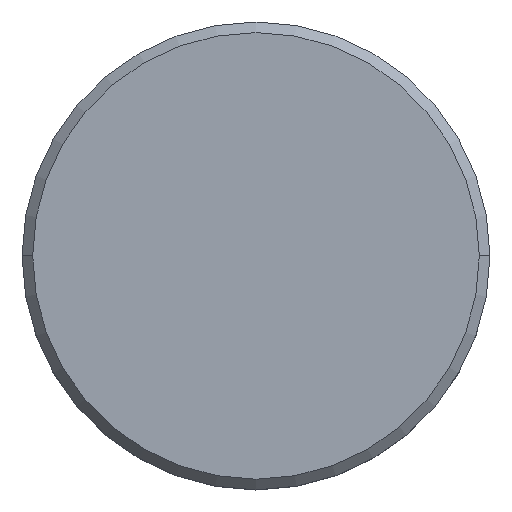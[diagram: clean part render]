
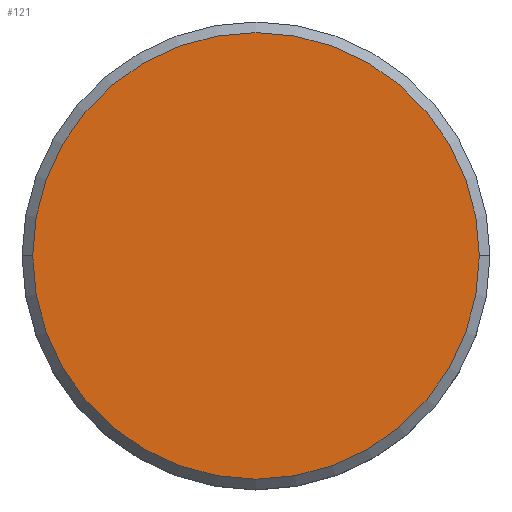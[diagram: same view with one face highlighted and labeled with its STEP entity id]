
A CAD part, top view. The second image highlights one B-rep face of the part: STEP entity #121.
In plain terms, the highlighted planar face has unit normal (0, 0, 1).
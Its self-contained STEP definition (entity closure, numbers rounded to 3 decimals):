
#7 = CIRCLE ( 'NONE', #262, 10.5 ) ;
#26 = VERTEX_POINT ( 'NONE', #60 ) ;
#60 = CARTESIAN_POINT ( 'NONE',  ( -10.5, 0., 0. ) ) ;
#65 = DIRECTION ( 'NONE',  ( 0., 0., 1. ) ) ;
#116 = AXIS2_PLACEMENT_3D ( 'NONE', #355, #156, #295 ) ;
#117 = DIRECTION ( 'NONE',  ( 0., 0., 1. ) ) ;
#121 = ADVANCED_FACE ( 'NONE', ( #282 ), #274, .T. ) ;
#156 = DIRECTION ( 'NONE',  ( 0., 0., 1. ) ) ;
#177 = ORIENTED_EDGE ( 'NONE', *, *, #265, .T. ) ;
#196 = AXIS2_PLACEMENT_3D ( 'NONE', #398, #117, #393 ) ;
#207 = CIRCLE ( 'NONE', #116, 10.5 ) ;
#228 = EDGE_CURVE ( 'NONE', #26, #397, #207, .T. ) ;
#232 = DIRECTION ( 'NONE',  ( 1., 0., 0. ) ) ;
#236 = ORIENTED_EDGE ( 'NONE', *, *, #228, .T. ) ;
#246 = EDGE_LOOP ( 'NONE', ( #236, #177 ) ) ;
#262 = AXIS2_PLACEMENT_3D ( 'NONE', #389, #65, #232 ) ;
#265 = EDGE_CURVE ( 'NONE', #397, #26, #7, .T. ) ;
#274 = PLANE ( 'NONE',  #196 ) ;
#276 = CARTESIAN_POINT ( 'NONE',  ( 10.5, 0., 0. ) ) ;
#282 = FACE_OUTER_BOUND ( 'NONE', #246, .T. ) ;
#295 = DIRECTION ( 'NONE',  ( 1., 0., 0. ) ) ;
#355 = CARTESIAN_POINT ( 'NONE',  ( 0., 0., 0. ) ) ;
#389 = CARTESIAN_POINT ( 'NONE',  ( 0., 0., 0. ) ) ;
#393 = DIRECTION ( 'NONE',  ( 1., 0., 0. ) ) ;
#397 = VERTEX_POINT ( 'NONE', #276 ) ;
#398 = CARTESIAN_POINT ( 'NONE',  ( 0., 0., 0. ) ) ;
